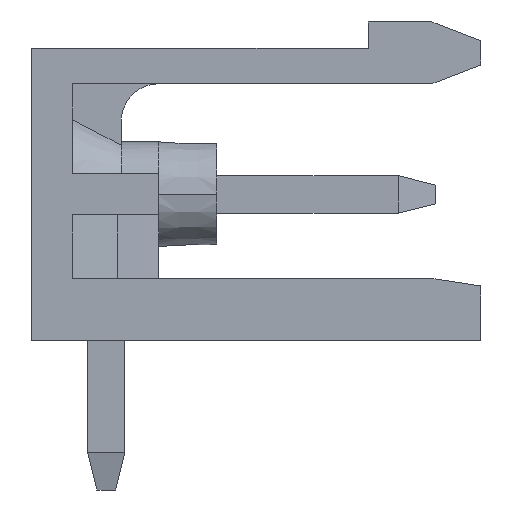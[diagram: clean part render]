
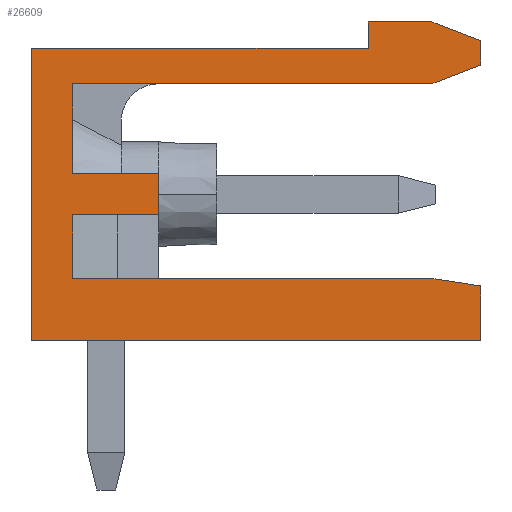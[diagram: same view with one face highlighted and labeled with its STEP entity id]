
A CAD part, left-side view. The second image highlights one B-rep face of the part: STEP entity #26609.
In plain terms, the highlighted planar face has unit normal (-1, 0, 0).
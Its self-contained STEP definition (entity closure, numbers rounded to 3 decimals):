
#1272 = VERTEX_POINT('',#1273);
#1273 = CARTESIAN_POINT('',(-30.,-10.,-0.06));
#1279 = EDGE_CURVE('',#1272,#1280,#1282,.T.);
#1280 = VERTEX_POINT('',#1281);
#1281 = CARTESIAN_POINT('',(-30.,2.,-0.06));
#1282 = LINE('',#1283,#1284);
#1283 = CARTESIAN_POINT('',(-30.,-10.,-0.06));
#1284 = VECTOR('',#1285,1.);
#1285 = DIRECTION('',(0.,1.,0.));
#1912 = VERTEX_POINT('',#1913);
#1913 = CARTESIAN_POINT('',(-30.,-10.,1.39));
#1919 = EDGE_CURVE('',#1912,#1272,#1920,.T.);
#1920 = LINE('',#1921,#1922);
#1921 = CARTESIAN_POINT('',(-30.,-10.,8.44));
#1922 = VECTOR('',#1923,1.);
#1923 = DIRECTION('',(0.,0.,-1.));
#2227 = VERTEX_POINT('',#2228);
#2228 = CARTESIAN_POINT('',(-30.,-1.4,4.39));
#2234 = EDGE_CURVE('',#2235,#2227,#2237,.T.);
#2235 = VERTEX_POINT('',#2236);
#2236 = CARTESIAN_POINT('',(-30.,-1.4,3.29));
#2237 = LINE('',#2238,#2239);
#2238 = CARTESIAN_POINT('',(-30.,-1.4,1.59));
#2239 = VECTOR('',#2240,1.);
#2240 = DIRECTION('',(0.,0.,1.));
#3136 = VERTEX_POINT('',#3137);
#3137 = CARTESIAN_POINT('',(-30.,-8.7,6.79));
#3143 = EDGE_CURVE('',#3144,#3136,#3146,.T.);
#3144 = VERTEX_POINT('',#3145);
#3145 = CARTESIAN_POINT('',(-30.,0.9,6.79));
#3146 = LINE('',#3147,#3148);
#3147 = CARTESIAN_POINT('',(-30.,-1.4,6.79));
#3148 = VECTOR('',#3149,1.);
#3149 = DIRECTION('',(0.,-1.,0.));
#3620 = VERTEX_POINT('',#3621);
#3621 = CARTESIAN_POINT('',(-30.,-7.,8.44));
#3627 = EDGE_CURVE('',#3620,#3628,#3630,.T.);
#3628 = VERTEX_POINT('',#3629);
#3629 = CARTESIAN_POINT('',(-30.,-8.7,8.44));
#3630 = LINE('',#3631,#3632);
#3631 = CARTESIAN_POINT('',(-30.,2.,8.44));
#3632 = VECTOR('',#3633,1.);
#3633 = DIRECTION('',(0.,-1.,0.));
#3843 = VERTEX_POINT('',#3844);
#3844 = CARTESIAN_POINT('',(-30.,-7.,7.74));
#3850 = EDGE_CURVE('',#3620,#3843,#3851,.T.);
#3851 = LINE('',#3852,#3853);
#3852 = CARTESIAN_POINT('',(-30.,-7.,8.44));
#3853 = VECTOR('',#3854,1.);
#3854 = DIRECTION('',(0.,0.,-1.));
#3872 = VERTEX_POINT('',#3873);
#3873 = CARTESIAN_POINT('',(-30.,2.,7.74));
#3881 = EDGE_CURVE('',#3843,#3872,#3882,.T.);
#3882 = LINE('',#3883,#3884);
#3883 = CARTESIAN_POINT('',(-30.,-7.,7.74));
#3884 = VECTOR('',#3885,1.);
#3885 = DIRECTION('',(0.,1.,0.));
#4156 = EDGE_CURVE('',#1280,#3872,#4157,.T.);
#4157 = LINE('',#4158,#4159);
#4158 = CARTESIAN_POINT('',(-30.,2.,-0.06));
#4159 = VECTOR('',#4160,1.);
#4160 = DIRECTION('',(0.,0.,1.));
#24787 = VERTEX_POINT('',#24788);
#24788 = CARTESIAN_POINT('',(-30.,-10.,7.94));
#24794 = EDGE_CURVE('',#24787,#24795,#24797,.T.);
#24795 = VERTEX_POINT('',#24796);
#24796 = CARTESIAN_POINT('',(-30.,-10.,7.29));
#24797 = LINE('',#24798,#24799);
#24798 = CARTESIAN_POINT('',(-30.,-10.,8.44));
#24799 = VECTOR('',#24800,1.);
#24800 = DIRECTION('',(0.,0.,-1.));
#24825 = VERTEX_POINT('',#24826);
#24826 = CARTESIAN_POINT('',(-30.,-8.7,1.59));
#24834 = EDGE_CURVE('',#24825,#1912,#24835,.T.);
#24835 = LINE('',#24836,#24837);
#24836 = CARTESIAN_POINT('',(-30.,-9.35,1.49));
#24837 = VECTOR('',#24838,1.);
#24838 = DIRECTION('',(0.,-0.988,
    -0.152));
#24857 = EDGE_CURVE('',#24825,#24858,#24860,.T.);
#24858 = VERTEX_POINT('',#24859);
#24859 = CARTESIAN_POINT('',(-30.,0.9,1.59));
#24860 = LINE('',#24861,#24862);
#24861 = CARTESIAN_POINT('',(-30.,-10.,1.59));
#24862 = VECTOR('',#24863,1.);
#24863 = DIRECTION('',(0.,1.,0.));
#24903 = EDGE_CURVE('',#2227,#24904,#24906,.T.);
#24904 = VERTEX_POINT('',#24905);
#24905 = CARTESIAN_POINT('',(-30.,0.9,4.39));
#24906 = LINE('',#24907,#24908);
#24907 = CARTESIAN_POINT('',(-30.,-1.4,4.39));
#24908 = VECTOR('',#24909,1.);
#24909 = DIRECTION('',(0.,1.,0.));
#24948 = EDGE_CURVE('',#3144,#24904,#24949,.T.);
#24949 = LINE('',#24950,#24951);
#24950 = CARTESIAN_POINT('',(-30.,0.9,3.84));
#24951 = VECTOR('',#24952,1.);
#24952 = DIRECTION('',(0.,0.,-1.));
#24978 = EDGE_CURVE('',#3136,#24795,#24979,.T.);
#24979 = LINE('',#24980,#24981);
#24980 = CARTESIAN_POINT('',(-30.,-8.7,6.79));
#24981 = VECTOR('',#24982,1.);
#24982 = DIRECTION('',(0.,-0.933,
    0.359));
#25000 = EDGE_CURVE('',#24787,#3628,#25001,.T.);
#25001 = LINE('',#25002,#25003);
#25002 = CARTESIAN_POINT('',(-30.,-10.,7.94));
#25003 = VECTOR('',#25004,1.);
#25004 = DIRECTION('',(0.,0.933,0.359)
  );
#25025 = VERTEX_POINT('',#25026);
#25026 = CARTESIAN_POINT('',(-30.,0.9,3.29));
#25032 = EDGE_CURVE('',#25025,#24858,#25033,.T.);
#25033 = LINE('',#25034,#25035);
#25034 = CARTESIAN_POINT('',(-30.,0.9,3.84));
#25035 = VECTOR('',#25036,1.);
#25036 = DIRECTION('',(0.,0.,-1.));
#25053 = EDGE_CURVE('',#25025,#2235,#25054,.T.);
#25054 = LINE('',#25055,#25056);
#25055 = CARTESIAN_POINT('',(-30.,0.3,3.29));
#25056 = VECTOR('',#25057,1.);
#25057 = DIRECTION('',(0.,-1.,0.));
#26609 = ADVANCED_FACE('',(#26610),#26629,.T.);
#26610 = FACE_BOUND('',#26611,.T.);
#26611 = EDGE_LOOP('',(#26612,#26613,#26614,#26615,#26616,#26617,#26618,
    #26619,#26620,#26621,#26622,#26623,#26624,#26625,#26626,#26627,
    #26628));
#26612 = ORIENTED_EDGE('',*,*,#3143,.T.);
#26613 = ORIENTED_EDGE('',*,*,#24978,.T.);
#26614 = ORIENTED_EDGE('',*,*,#24794,.F.);
#26615 = ORIENTED_EDGE('',*,*,#25000,.T.);
#26616 = ORIENTED_EDGE('',*,*,#3627,.F.);
#26617 = ORIENTED_EDGE('',*,*,#3850,.T.);
#26618 = ORIENTED_EDGE('',*,*,#3881,.T.);
#26619 = ORIENTED_EDGE('',*,*,#4156,.F.);
#26620 = ORIENTED_EDGE('',*,*,#1279,.F.);
#26621 = ORIENTED_EDGE('',*,*,#1919,.F.);
#26622 = ORIENTED_EDGE('',*,*,#24834,.F.);
#26623 = ORIENTED_EDGE('',*,*,#24857,.T.);
#26624 = ORIENTED_EDGE('',*,*,#25032,.F.);
#26625 = ORIENTED_EDGE('',*,*,#25053,.T.);
#26626 = ORIENTED_EDGE('',*,*,#2234,.T.);
#26627 = ORIENTED_EDGE('',*,*,#24903,.T.);
#26628 = ORIENTED_EDGE('',*,*,#24948,.F.);
#26629 = PLANE('',#26630);
#26630 = AXIS2_PLACEMENT_3D('',#26631,#26632,#26633);
#26631 = CARTESIAN_POINT('',(-30.,1.,-3.81));
#26632 = DIRECTION('',(-1.,0.,0.));
#26633 = DIRECTION('',(0.,-1.,0.));
